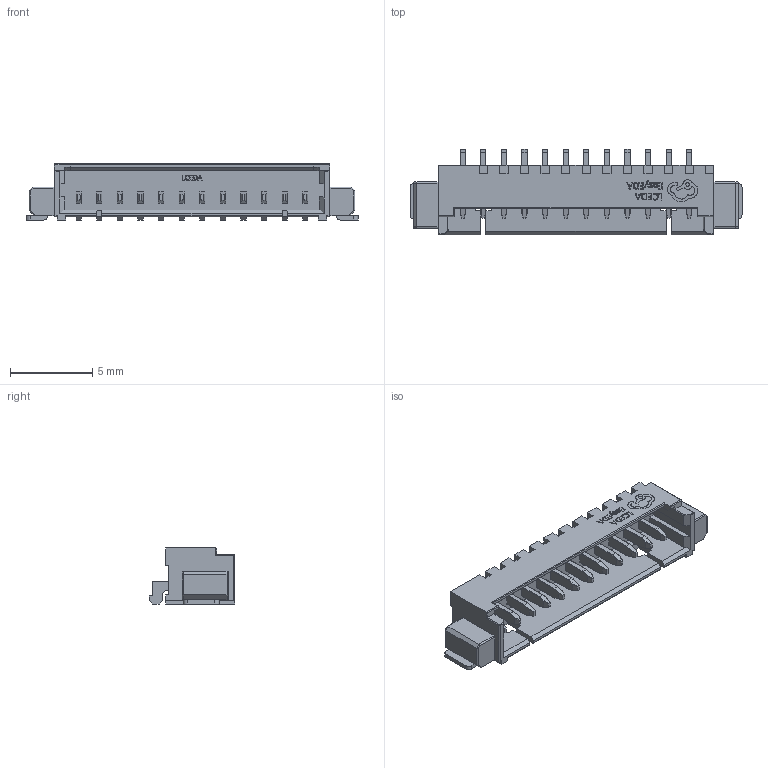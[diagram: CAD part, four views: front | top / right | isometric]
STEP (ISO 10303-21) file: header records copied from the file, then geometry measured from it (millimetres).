
FILE_DESCRIPTION (( 'STEP AP214' ), '1' );
FILE_NAME ('CONN-SMD_MX1.25-WS-12P.step', '2022-08-08T03:16:05', ( '' ), ( '' ), 'SwSTEP 2.0', 'SolidWorks 2020', '' );
FILE_SCHEMA (( 'AUTOMOTIVE_DESIGN' ));
Length unit declared in the file: millimetre
Products named in the file (1): CONN-SMD_MX1.25-WS-12P
Bounding box: 20.15 x 5.19 x 3.4 mm (x, y, z)
Volume: 110.4 mm3; surface area: 502.7 mm2
Topology: 16 solids, 16 shells, 959 faces, 2585 edges, 1691 vertices
Faces by surface type: plane 622, cylinder 199, bspline 136, sphere 2
Entity records: 42377 total; most frequent: CARTESIAN_POINT 9099, ORIENTED_EDGE 5166, DIRECTION 3850, EDGE_CURVE 2583, LINE 1974, VECTOR 1974, VERTEX_POINT 1691, EDGE_LOOP 1006
